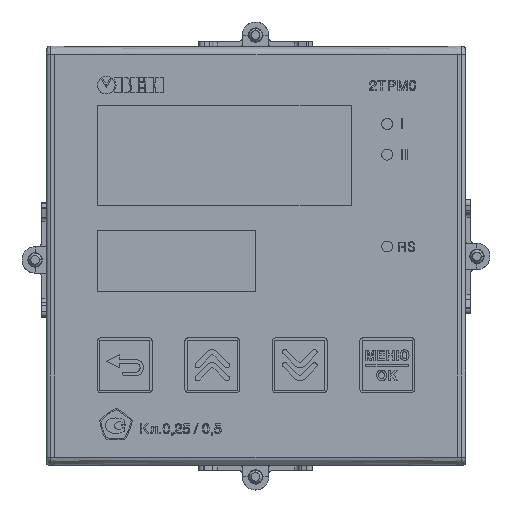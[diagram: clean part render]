
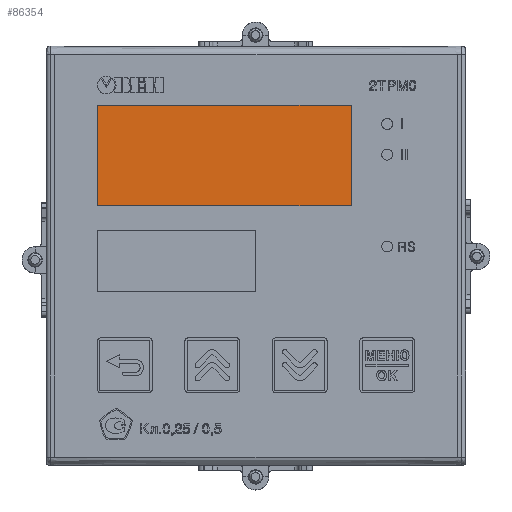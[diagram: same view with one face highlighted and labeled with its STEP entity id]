
A CAD part, top view. The second image highlights one B-rep face of the part: STEP entity #86354.
In plain terms, the highlighted planar face has unit normal (0, 0, 1).
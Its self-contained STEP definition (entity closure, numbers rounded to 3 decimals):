
#5960 = VECTOR ( 'NONE', #20550, 1000. ) ;
#20550 = DIRECTION ( 'NONE',  ( -1., 0., 0. ) ) ;
#29737 = DIRECTION ( 'NONE',  ( 0., -1., 0. ) ) ;
#39111 = ORIENTED_EDGE ( 'NONE', *, *, #138144, .T. ) ;
#62452 = EDGE_CURVE ( 'NONE', #138393, #148669, #74010, .T. ) ;
#66448 = CARTESIAN_POINT ( 'NONE',  ( 0., 0., 0.69 ) ) ;
#74010 = LINE ( 'NONE', #274654, #176715 ) ;
#78719 = VERTEX_POINT ( 'NONE', #79838 ) ;
#79838 = CARTESIAN_POINT ( 'NONE',  ( -10.211, 36.448, 0.69 ) ) ;
#80995 = EDGE_CURVE ( 'NONE', #264683, #138393, #190502, .T. ) ;
#86354 = ADVANCED_FACE ( 'NONE', ( #195363 ), #90110, .F. ) ;
#90110 = PLANE ( 'NONE',  #146475 ) ;
#91660 = CARTESIAN_POINT ( 'NONE',  ( -10.211, 36.448, 0.69 ) ) ;
#115325 = LINE ( 'NONE', #270357, #5960 ) ;
#117563 = CARTESIAN_POINT ( 'NONE',  ( -68.211, 13.448, 0.69 ) ) ;
#119262 = DIRECTION ( 'NONE',  ( 0., 1., 0. ) ) ;
#136948 = CARTESIAN_POINT ( 'NONE',  ( -10.211, 13.448, 0.69 ) ) ;
#138144 = EDGE_CURVE ( 'NONE', #148669, #78719, #244633, .T. ) ;
#138393 = VERTEX_POINT ( 'NONE', #148820 ) ;
#146475 = AXIS2_PLACEMENT_3D ( 'NONE', #66448, #224433, #248114 ) ;
#148669 = VERTEX_POINT ( 'NONE', #136948 ) ;
#148820 = CARTESIAN_POINT ( 'NONE',  ( -68.211, 13.448, 0.69 ) ) ;
#160157 = DIRECTION ( 'NONE',  ( 1., 0., 0. ) ) ;
#176715 = VECTOR ( 'NONE', #160157, 1000. ) ;
#187895 = ORIENTED_EDGE ( 'NONE', *, *, #62452, .T. ) ;
#190502 = LINE ( 'NONE', #117563, #271871 ) ;
#195363 = FACE_OUTER_BOUND ( 'NONE', #276003, .T. ) ;
#214930 = EDGE_CURVE ( 'NONE', #78719, #264683, #115325, .T. ) ;
#219985 = VECTOR ( 'NONE', #119262, 1000. ) ;
#224433 = DIRECTION ( 'NONE',  ( 0., 0., -1. ) ) ;
#243585 = ORIENTED_EDGE ( 'NONE', *, *, #80995, .T. ) ;
#244633 = LINE ( 'NONE', #91660, #219985 ) ;
#248114 = DIRECTION ( 'NONE',  ( -1., 0., 0. ) ) ;
#264683 = VERTEX_POINT ( 'NONE', #286203 ) ;
#265322 = ORIENTED_EDGE ( 'NONE', *, *, #214930, .T. ) ;
#270357 = CARTESIAN_POINT ( 'NONE',  ( -68.211, 36.448, 0.69 ) ) ;
#271871 = VECTOR ( 'NONE', #29737, 1000. ) ;
#274654 = CARTESIAN_POINT ( 'NONE',  ( -10.211, 13.448, 0.69 ) ) ;
#276003 = EDGE_LOOP ( 'NONE', ( #243585, #187895, #39111, #265322 ) ) ;
#286203 = CARTESIAN_POINT ( 'NONE',  ( -68.211, 36.448, 0.69 ) ) ;
